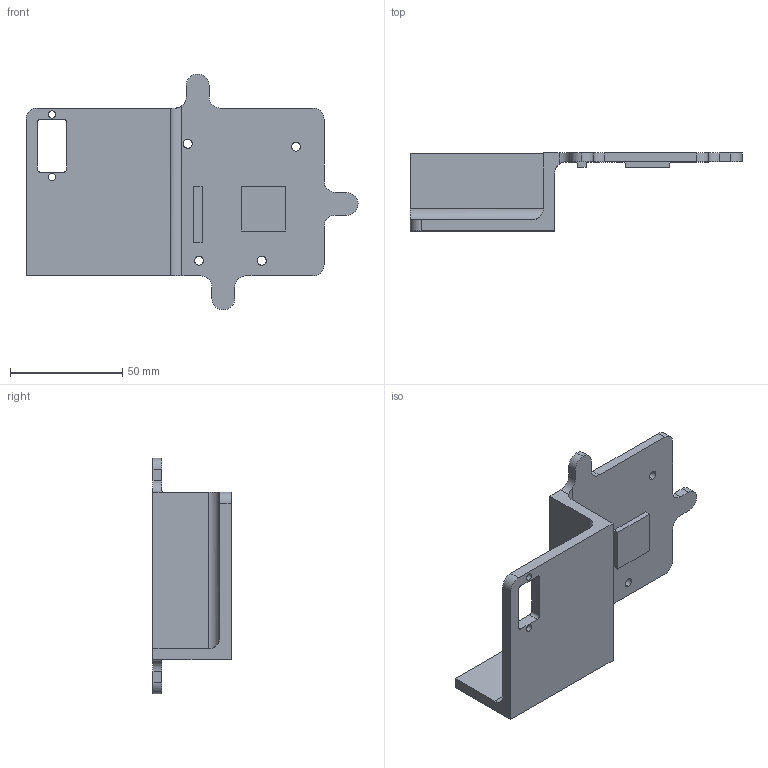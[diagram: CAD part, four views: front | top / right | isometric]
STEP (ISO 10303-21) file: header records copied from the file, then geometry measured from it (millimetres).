
FILE_DESCRIPTION (( 'STEP AP214' ), '1' );
FILE_NAME ('Servo Controller Housing^Oven Controller Assembly.STEP', '2026-02-18T02:56:11', ( '' ), ( '' ), 'SwSTEP 2.0', 'SolidWorks 2025', '' );
FILE_SCHEMA (( 'AUTOMOTIVE_DESIGN' ));
Length unit declared in the file: millimetre
Products named in the file (1): Servo Controller Housing^Oven Controller Assembly
Bounding box: 147.87 x 34.8 x 104.91 mm (x, y, z)
Volume: 66557.3 mm3; surface area: 31139 mm2
Topology: 1 solids, 1 shells, 83 faces, 219 edges, 143 vertices
Faces by surface type: cylinder 38, plane 37, cone 8
Entity records: 2641 total; most frequent: DIRECTION 467, CARTESIAN_POINT 458, ORIENTED_EDGE 438, EDGE_CURVE 219, AXIS2_PLACEMENT_3D 166, VERTEX_POINT 143, VECTOR 135, LINE 135
